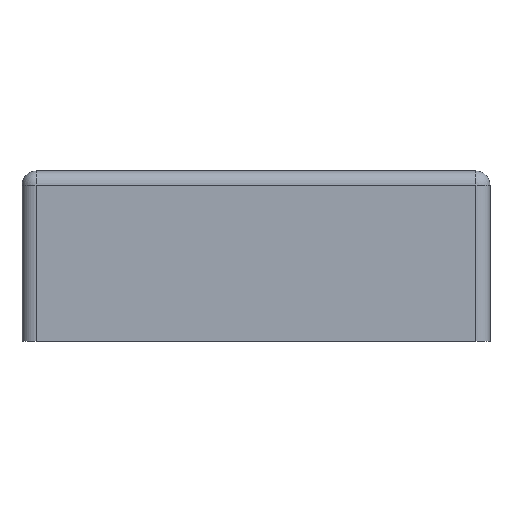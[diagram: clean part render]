
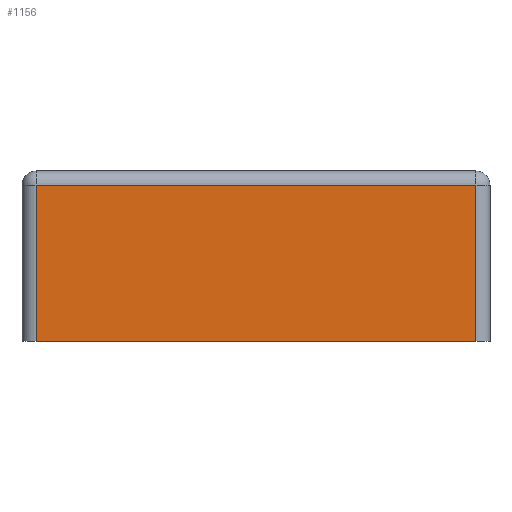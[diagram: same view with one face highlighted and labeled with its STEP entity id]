
A CAD part, left-side view. The second image highlights one B-rep face of the part: STEP entity #1156.
In plain terms, the highlighted planar face has unit normal (-1, 0, 0).
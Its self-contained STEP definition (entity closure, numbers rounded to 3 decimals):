
#44 = PLANE('',#45);
#45 = AXIS2_PLACEMENT_3D('',#46,#47,#48);
#46 = CARTESIAN_POINT('',(0.,0.,0.));
#47 = DIRECTION('',(0.,0.,1.));
#48 = DIRECTION('',(1.,0.,0.));
#72 = CYLINDRICAL_SURFACE('',#73,1.);
#73 = AXIS2_PLACEMENT_3D('',#74,#75,#76);
#74 = CARTESIAN_POINT('',(-15.5,15.5,0.));
#75 = DIRECTION('',(0.,0.,1.));
#76 = DIRECTION('',(0.,1.,0.));
#143 = VERTEX_POINT('',#144);
#144 = CARTESIAN_POINT('',(-16.5,15.5,0.));
#166 = EDGE_CURVE('',#167,#143,#169,.T.);
#167 = VERTEX_POINT('',#168);
#168 = CARTESIAN_POINT('',(-16.5,-15.5,0.));
#169 = SURFACE_CURVE('',#170,(#174,#181),.PCURVE_S1.);
#170 = LINE('',#171,#172);
#171 = CARTESIAN_POINT('',(-16.5,-16.5,0.));
#172 = VECTOR('',#173,1.);
#173 = DIRECTION('',(0.,1.,0.));
#174 = PCURVE('',#44,#175);
#175 = DEFINITIONAL_REPRESENTATION('',(#176),#180);
#176 = LINE('',#177,#178);
#177 = CARTESIAN_POINT('',(-16.5,-16.5));
#178 = VECTOR('',#179,1.);
#179 = DIRECTION('',(0.,1.));
#180 = ( GEOMETRIC_REPRESENTATION_CONTEXT(2) 
PARAMETRIC_REPRESENTATION_CONTEXT() REPRESENTATION_CONTEXT('2D SPACE',''
  ) );
#181 = PCURVE('',#182,#187);
#182 = PLANE('',#183);
#183 = AXIS2_PLACEMENT_3D('',#184,#185,#186);
#184 = CARTESIAN_POINT('',(-16.5,-16.5,0.));
#185 = DIRECTION('',(-1.,0.,0.));
#186 = DIRECTION('',(0.,1.,0.));
#187 = DEFINITIONAL_REPRESENTATION('',(#188),#192);
#188 = LINE('',#189,#190);
#189 = CARTESIAN_POINT('',(0.,0.));
#190 = VECTOR('',#191,1.);
#191 = DIRECTION('',(1.,0.));
#192 = ( GEOMETRIC_REPRESENTATION_CONTEXT(2) 
PARAMETRIC_REPRESENTATION_CONTEXT() REPRESENTATION_CONTEXT('2D SPACE',''
  ) );
#211 = CYLINDRICAL_SURFACE('',#212,1.);
#212 = AXIS2_PLACEMENT_3D('',#213,#214,#215);
#213 = CARTESIAN_POINT('',(-15.5,-15.5,0.));
#214 = DIRECTION('',(0.,0.,1.));
#215 = DIRECTION('',(-1.,0.,0.));
#973 = EDGE_CURVE('',#143,#974,#976,.T.);
#974 = VERTEX_POINT('',#975);
#975 = CARTESIAN_POINT('',(-16.5,15.5,11.));
#976 = SURFACE_CURVE('',#977,(#981,#988),.PCURVE_S1.);
#977 = LINE('',#978,#979);
#978 = CARTESIAN_POINT('',(-16.5,15.5,0.));
#979 = VECTOR('',#980,1.);
#980 = DIRECTION('',(0.,0.,1.));
#981 = PCURVE('',#72,#982);
#982 = DEFINITIONAL_REPRESENTATION('',(#983),#987);
#983 = LINE('',#984,#985);
#984 = CARTESIAN_POINT('',(1.571,0.));
#985 = VECTOR('',#986,1.);
#986 = DIRECTION('',(0.,1.));
#987 = ( GEOMETRIC_REPRESENTATION_CONTEXT(2) 
PARAMETRIC_REPRESENTATION_CONTEXT() REPRESENTATION_CONTEXT('2D SPACE',''
  ) );
#988 = PCURVE('',#182,#989);
#989 = DEFINITIONAL_REPRESENTATION('',(#990),#994);
#990 = LINE('',#991,#992);
#991 = CARTESIAN_POINT('',(32.,0.));
#992 = VECTOR('',#993,1.);
#993 = DIRECTION('',(0.,-1.));
#994 = ( GEOMETRIC_REPRESENTATION_CONTEXT(2) 
PARAMETRIC_REPRESENTATION_CONTEXT() REPRESENTATION_CONTEXT('2D SPACE',''
  ) );
#1156 = ADVANCED_FACE('',(#1157),#182,.T.);
#1157 = FACE_BOUND('',#1158,.T.);
#1158 = EDGE_LOOP('',(#1159,#1160,#1183,#1209));
#1159 = ORIENTED_EDGE('',*,*,#166,.F.);
#1160 = ORIENTED_EDGE('',*,*,#1161,.T.);
#1161 = EDGE_CURVE('',#167,#1162,#1164,.T.);
#1162 = VERTEX_POINT('',#1163);
#1163 = CARTESIAN_POINT('',(-16.5,-15.5,11.));
#1164 = SURFACE_CURVE('',#1165,(#1169,#1176),.PCURVE_S1.);
#1165 = LINE('',#1166,#1167);
#1166 = CARTESIAN_POINT('',(-16.5,-15.5,0.));
#1167 = VECTOR('',#1168,1.);
#1168 = DIRECTION('',(0.,0.,1.));
#1169 = PCURVE('',#182,#1170);
#1170 = DEFINITIONAL_REPRESENTATION('',(#1171),#1175);
#1171 = LINE('',#1172,#1173);
#1172 = CARTESIAN_POINT('',(1.,0.));
#1173 = VECTOR('',#1174,1.);
#1174 = DIRECTION('',(0.,-1.));
#1175 = ( GEOMETRIC_REPRESENTATION_CONTEXT(2) 
PARAMETRIC_REPRESENTATION_CONTEXT() REPRESENTATION_CONTEXT('2D SPACE',''
  ) );
#1176 = PCURVE('',#211,#1177);
#1177 = DEFINITIONAL_REPRESENTATION('',(#1178),#1182);
#1178 = LINE('',#1179,#1180);
#1179 = CARTESIAN_POINT('',(0.,0.));
#1180 = VECTOR('',#1181,1.);
#1181 = DIRECTION('',(0.,1.));
#1182 = ( GEOMETRIC_REPRESENTATION_CONTEXT(2) 
PARAMETRIC_REPRESENTATION_CONTEXT() REPRESENTATION_CONTEXT('2D SPACE',''
  ) );
#1183 = ORIENTED_EDGE('',*,*,#1184,.T.);
#1184 = EDGE_CURVE('',#1162,#974,#1185,.T.);
#1185 = SURFACE_CURVE('',#1186,(#1190,#1197),.PCURVE_S1.);
#1186 = LINE('',#1187,#1188);
#1187 = CARTESIAN_POINT('',(-16.5,-16.5,11.));
#1188 = VECTOR('',#1189,1.);
#1189 = DIRECTION('',(0.,1.,0.));
#1190 = PCURVE('',#182,#1191);
#1191 = DEFINITIONAL_REPRESENTATION('',(#1192),#1196);
#1192 = LINE('',#1193,#1194);
#1193 = CARTESIAN_POINT('',(0.,-11.));
#1194 = VECTOR('',#1195,1.);
#1195 = DIRECTION('',(1.,0.));
#1196 = ( GEOMETRIC_REPRESENTATION_CONTEXT(2) 
PARAMETRIC_REPRESENTATION_CONTEXT() REPRESENTATION_CONTEXT('2D SPACE',''
  ) );
#1197 = PCURVE('',#1198,#1203);
#1198 = CYLINDRICAL_SURFACE('',#1199,1.);
#1199 = AXIS2_PLACEMENT_3D('',#1200,#1201,#1202);
#1200 = CARTESIAN_POINT('',(-15.5,-16.5,11.));
#1201 = DIRECTION('',(0.,1.,0.));
#1202 = DIRECTION('',(-1.,0.,0.));
#1203 = DEFINITIONAL_REPRESENTATION('',(#1204),#1208);
#1204 = LINE('',#1205,#1206);
#1205 = CARTESIAN_POINT('',(0.,0.));
#1206 = VECTOR('',#1207,1.);
#1207 = DIRECTION('',(0.,1.));
#1208 = ( GEOMETRIC_REPRESENTATION_CONTEXT(2) 
PARAMETRIC_REPRESENTATION_CONTEXT() REPRESENTATION_CONTEXT('2D SPACE',''
  ) );
#1209 = ORIENTED_EDGE('',*,*,#973,.F.);
